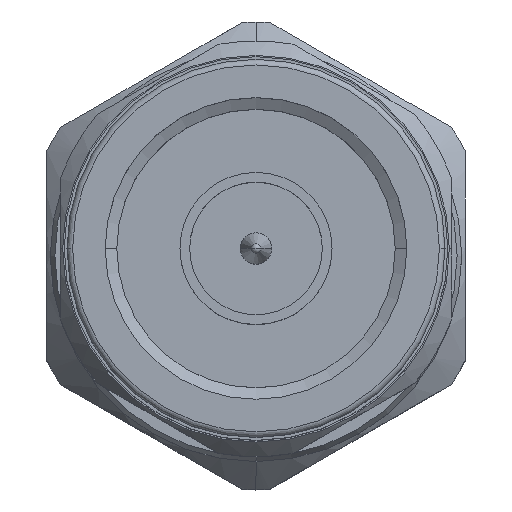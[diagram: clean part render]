
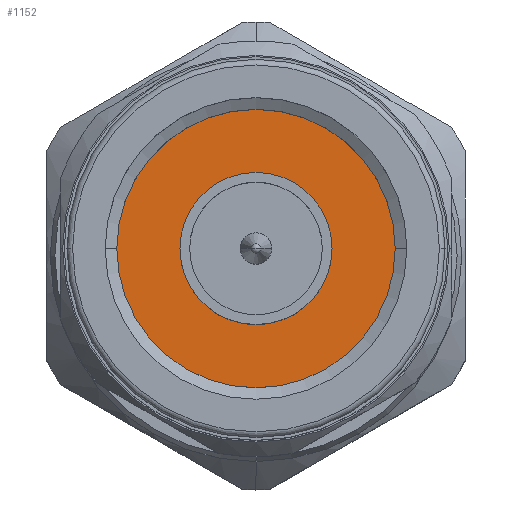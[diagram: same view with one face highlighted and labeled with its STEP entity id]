
A CAD part, top view. The second image highlights one B-rep face of the part: STEP entity #1152.
In plain terms, the highlighted face is planar.
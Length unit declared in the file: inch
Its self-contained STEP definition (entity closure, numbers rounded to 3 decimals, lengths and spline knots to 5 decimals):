
#37 = AXIS2_PLACEMENT_3D ( 'NONE', #549, #5467, #7396 ) ;
#549 = CARTESIAN_POINT ( 'NONE',  ( 0.35943, 0., 0. ) ) ;
#724 = FACE_BOUND ( 'NONE', #2615, .T. ) ;
#1152 = ADVANCED_FACE ( 'NONE', ( #1415, #724 ), #6335, .F. ) ;
#1226 = AXIS2_PLACEMENT_3D ( 'NONE', #8450, #6381, #6583 ) ;
#1252 = VERTEX_POINT ( 'NONE', #5346 ) ;
#1415 = FACE_OUTER_BOUND ( 'NONE', #6657, .T. ) ;
#1633 = CARTESIAN_POINT ( 'NONE',  ( 0.35943, 0., 0. ) ) ;
#1781 = EDGE_CURVE ( 'NONE', #4879, #1252, #4042, .T. ) ;
#1932 = CARTESIAN_POINT ( 'NONE',  ( 0.35943, 0., 0. ) ) ;
#2018 = DIRECTION ( 'NONE',  ( 0., 0., -1. ) ) ;
#2292 = DIRECTION ( 'NONE',  ( 1., 0., 0. ) ) ;
#2428 = VERTEX_POINT ( 'NONE', #8016 ) ;
#2575 = DIRECTION ( 'NONE',  ( 0., 0., -1. ) ) ;
#2597 = AXIS2_PLACEMENT_3D ( 'NONE', #1932, #8363, #2018 ) ;
#2615 = EDGE_LOOP ( 'NONE', ( #4839, #4120 ) ) ;
#3918 = EDGE_CURVE ( 'NONE', #2428, #4759, #7432, .T. ) ;
#4042 = CIRCLE ( 'NONE', #37, 0.34395 ) ;
#4120 = ORIENTED_EDGE ( 'NONE', *, *, #7190, .T. ) ;
#4304 = CARTESIAN_POINT ( 'NONE',  ( 0.35943, 0., 0.34395 ) ) ;
#4451 = DIRECTION ( 'NONE',  ( 1., 0., 0. ) ) ;
#4759 = VERTEX_POINT ( 'NONE', #9041 ) ;
#4839 = ORIENTED_EDGE ( 'NONE', *, *, #3918, .T. ) ;
#4879 = VERTEX_POINT ( 'NONE', #4304 ) ;
#5346 = CARTESIAN_POINT ( 'NONE',  ( 0.35943, 0., -0.34395 ) ) ;
#5364 = CIRCLE ( 'NONE', #5953, 0.34395 ) ;
#5467 = DIRECTION ( 'NONE',  ( 1., 0., 0. ) ) ;
#5953 = AXIS2_PLACEMENT_3D ( 'NONE', #1633, #4451, #6467 ) ;
#6037 = CARTESIAN_POINT ( 'NONE',  ( 0.35943, 0., 0. ) ) ;
#6246 = EDGE_CURVE ( 'NONE', #1252, #4879, #5364, .T. ) ;
#6335 = PLANE ( 'NONE',  #1226 ) ;
#6381 = DIRECTION ( 'NONE',  ( 1., 0., 0. ) ) ;
#6467 = DIRECTION ( 'NONE',  ( 0., 0., -1. ) ) ;
#6583 = DIRECTION ( 'NONE',  ( 0., 0., -1. ) ) ;
#6657 = EDGE_LOOP ( 'NONE', ( #7002, #7044 ) ) ;
#6974 = CIRCLE ( 'NONE', #8440, 0.15748 ) ;
#7002 = ORIENTED_EDGE ( 'NONE', *, *, #6246, .F. ) ;
#7044 = ORIENTED_EDGE ( 'NONE', *, *, #1781, .F. ) ;
#7190 = EDGE_CURVE ( 'NONE', #4759, #2428, #6974, .T. ) ;
#7396 = DIRECTION ( 'NONE',  ( 0., 0., -1. ) ) ;
#7432 = CIRCLE ( 'NONE', #2597, 0.15748 ) ;
#8016 = CARTESIAN_POINT ( 'NONE',  ( 0.35943, 0., -0.15748 ) ) ;
#8363 = DIRECTION ( 'NONE',  ( 1., 0., 0. ) ) ;
#8440 = AXIS2_PLACEMENT_3D ( 'NONE', #6037, #2292, #2575 ) ;
#8450 = CARTESIAN_POINT ( 'NONE',  ( 0.35943, 0.34395, 0. ) ) ;
#9041 = CARTESIAN_POINT ( 'NONE',  ( 0.35943, 0., 0.15748 ) ) ;
